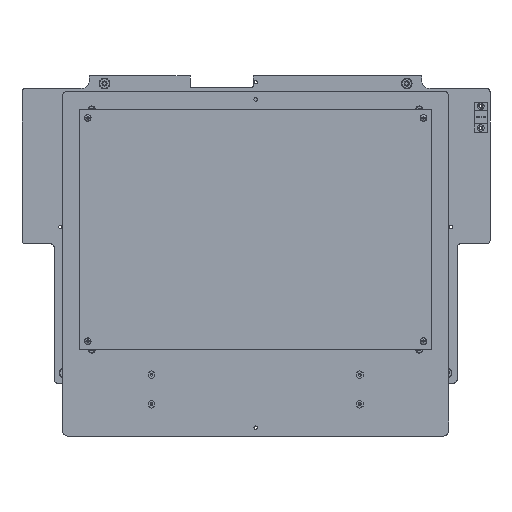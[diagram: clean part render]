
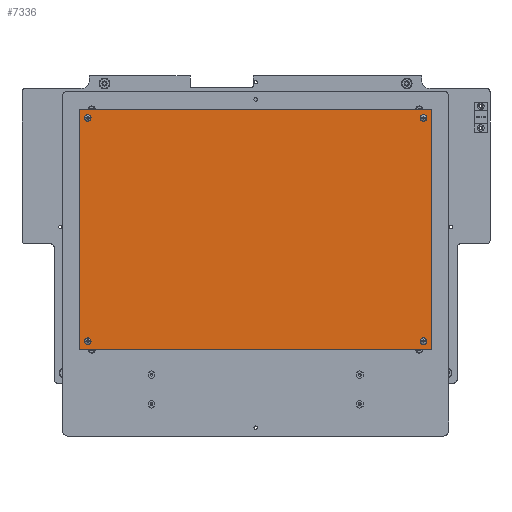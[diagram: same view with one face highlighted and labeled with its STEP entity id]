
A CAD part, front view. The second image highlights one B-rep face of the part: STEP entity #7336.
In plain terms, the highlighted face is planar.
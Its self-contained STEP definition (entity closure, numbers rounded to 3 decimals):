
#116 = CARTESIAN_POINT ( 'NONE',  ( 10., 10., 0. ) ) ;
#439 = CARTESIAN_POINT ( 'NONE',  ( 7.85, 10., 0. ) ) ;
#748 = EDGE_LOOP ( 'NONE', ( #7210, #5993, #21810, #15312 ) ) ;
#759 = CARTESIAN_POINT ( 'NONE',  ( 10., 10., 0. ) ) ;
#766 = FACE_OUTER_BOUND ( 'NONE', #748, .T. ) ;
#979 = EDGE_LOOP ( 'NONE', ( #14179, #31847 ) ) ;
#1527 = FACE_BOUND ( 'NONE', #7034, .T. ) ;
#1572 = CARTESIAN_POINT ( 'NONE',  ( 7.85, 276., 0. ) ) ;
#1894 = DIRECTION ( 'NONE',  ( 0., 0., 1. ) ) ;
#1923 = CARTESIAN_POINT ( 'NONE',  ( 407.85, 276., 0. ) ) ;
#2017 = VERTEX_POINT ( 'NONE', #23736 ) ;
#2084 = EDGE_CURVE ( 'NONE', #7213, #31370, #10502, .T. ) ;
#2567 = CARTESIAN_POINT ( 'NONE',  ( 420., 286., 0. ) ) ;
#3507 = VECTOR ( 'NONE', #9395, 1000. ) ;
#3736 = DIRECTION ( 'NONE',  ( 0., 0., 1. ) ) ;
#3761 = ORIENTED_EDGE ( 'NONE', *, *, #2084, .T. ) ;
#3972 = EDGE_CURVE ( 'NONE', #15350, #15722, #10178, .T. ) ;
#4611 = DIRECTION ( 'NONE',  ( 0., 0., 1. ) ) ;
#4708 = DIRECTION ( 'NONE',  ( 1., 0., 0. ) ) ;
#4794 = DIRECTION ( 'NONE',  ( 1., 0., 0. ) ) ;
#4817 = VERTEX_POINT ( 'NONE', #7526 ) ;
#5189 = EDGE_CURVE ( 'NONE', #31370, #7213, #12015, .T. ) ;
#5508 = VERTEX_POINT ( 'NONE', #439 ) ;
#5653 = ORIENTED_EDGE ( 'NONE', *, *, #30192, .T. ) ;
#5993 = ORIENTED_EDGE ( 'NONE', *, *, #30050, .F. ) ;
#6407 = EDGE_LOOP ( 'NONE', ( #5653, #25200 ) ) ;
#6755 = CARTESIAN_POINT ( 'NONE',  ( 10., 276., 0. ) ) ;
#7034 = EDGE_LOOP ( 'NONE', ( #3761, #29535 ) ) ;
#7210 = ORIENTED_EDGE ( 'NONE', *, *, #3972, .F. ) ;
#7213 = VERTEX_POINT ( 'NONE', #19728 ) ;
#7336 = ADVANCED_FACE ( 'NONE', ( #1527, #11456, #8217, #29795, #766 ), #25372, .T. ) ;
#7526 = CARTESIAN_POINT ( 'NONE',  ( 412.15, 10., 0. ) ) ;
#8209 = CARTESIAN_POINT ( 'NONE',  ( 420., 0., 0. ) ) ;
#8217 = FACE_BOUND ( 'NONE', #30542, .T. ) ;
#8762 = DIRECTION ( 'NONE',  ( 1., 0., 0. ) ) ;
#9395 = DIRECTION ( 'NONE',  ( 0., -1., 0. ) ) ;
#9990 = DIRECTION ( 'NONE',  ( 1., 0., 0. ) ) ;
#10178 = LINE ( 'NONE', #19748, #3507 ) ;
#10327 = CARTESIAN_POINT ( 'NONE',  ( 10., 276., 0. ) ) ;
#10502 = CIRCLE ( 'NONE', #31509, 2.15 ) ;
#10576 = EDGE_CURVE ( 'NONE', #10604, #4817, #18916, .T. ) ;
#10604 = VERTEX_POINT ( 'NONE', #22328 ) ;
#11167 = ORIENTED_EDGE ( 'NONE', *, *, #10576, .T. ) ;
#11456 = FACE_BOUND ( 'NONE', #6407, .T. ) ;
#11671 = EDGE_CURVE ( 'NONE', #27397, #2017, #16827, .T. ) ;
#12015 = CIRCLE ( 'NONE', #15830, 2.15 ) ;
#12122 = VERTEX_POINT ( 'NONE', #2567 ) ;
#12535 = DIRECTION ( 'NONE',  ( 1., 0., 0. ) ) ;
#12633 = EDGE_CURVE ( 'NONE', #26926, #12122, #32271, .T. ) ;
#12821 = CARTESIAN_POINT ( 'NONE',  ( 0., 0., 0. ) ) ;
#13483 = EDGE_CURVE ( 'NONE', #5508, #23271, #17434, .T. ) ;
#13531 = DIRECTION ( 'NONE',  ( 0., 0., 1. ) ) ;
#14114 = AXIS2_PLACEMENT_3D ( 'NONE', #29932, #32459, #12535 ) ;
#14179 = ORIENTED_EDGE ( 'NONE', *, *, #15310, .T. ) ;
#14966 = CIRCLE ( 'NONE', #15095, 2.15 ) ;
#15095 = AXIS2_PLACEMENT_3D ( 'NONE', #16027, #3736, #8762 ) ;
#15310 = EDGE_CURVE ( 'NONE', #23271, #5508, #19161, .T. ) ;
#15312 = ORIENTED_EDGE ( 'NONE', *, *, #29609, .F. ) ;
#15350 = VERTEX_POINT ( 'NONE', #21051 ) ;
#15722 = VERTEX_POINT ( 'NONE', #32437 ) ;
#15830 = AXIS2_PLACEMENT_3D ( 'NONE', #10327, #19980, #9990 ) ;
#16027 = CARTESIAN_POINT ( 'NONE',  ( 410., 276., 0. ) ) ;
#16711 = DIRECTION ( 'NONE',  ( 1., 0., 0. ) ) ;
#16827 = CIRCLE ( 'NONE', #14114, 2.15 ) ;
#17434 = CIRCLE ( 'NONE', #19214, 2.15 ) ;
#17737 = CARTESIAN_POINT ( 'NONE',  ( 410., 10., 0. ) ) ;
#18463 = DIRECTION ( 'NONE',  ( 1., 0., 0. ) ) ;
#18916 = CIRCLE ( 'NONE', #21626, 2.15 ) ;
#18938 = VECTOR ( 'NONE', #27847, 1000. ) ;
#19161 = CIRCLE ( 'NONE', #32314, 2.15 ) ;
#19214 = AXIS2_PLACEMENT_3D ( 'NONE', #116, #19875, #22581 ) ;
#19643 = CARTESIAN_POINT ( 'NONE',  ( 410., 10., 0. ) ) ;
#19728 = CARTESIAN_POINT ( 'NONE',  ( 12.15, 276., 0. ) ) ;
#19748 = CARTESIAN_POINT ( 'NONE',  ( 0., 0., 0. ) ) ;
#19875 = DIRECTION ( 'NONE',  ( 0., 0., 1. ) ) ;
#19980 = DIRECTION ( 'NONE',  ( 0., 0., 1. ) ) ;
#20250 = DIRECTION ( 'NONE',  ( -1., 0., 0. ) ) ;
#20273 = CARTESIAN_POINT ( 'NONE',  ( 12.15, 10., 0. ) ) ;
#20563 = AXIS2_PLACEMENT_3D ( 'NONE', #27686, #22745, #20250 ) ;
#21051 = CARTESIAN_POINT ( 'NONE',  ( 0., 286., 0. ) ) ;
#21626 = AXIS2_PLACEMENT_3D ( 'NONE', #19643, #4611, #26727 ) ;
#21810 = ORIENTED_EDGE ( 'NONE', *, *, #12633, .F. ) ;
#22328 = CARTESIAN_POINT ( 'NONE',  ( 407.85, 10., 0. ) ) ;
#22581 = DIRECTION ( 'NONE',  ( 1., 0., 0. ) ) ;
#22698 = CARTESIAN_POINT ( 'NONE',  ( 0., 286., 0. ) ) ;
#22745 = DIRECTION ( 'NONE',  ( 0., 0., -1. ) ) ;
#23162 = AXIS2_PLACEMENT_3D ( 'NONE', #17737, #27256, #4708 ) ;
#23271 = VERTEX_POINT ( 'NONE', #20273 ) ;
#23736 = CARTESIAN_POINT ( 'NONE',  ( 412.15, 276., 0. ) ) ;
#24547 = ORIENTED_EDGE ( 'NONE', *, *, #24895, .T. ) ;
#24895 = EDGE_CURVE ( 'NONE', #4817, #10604, #29189, .T. ) ;
#25200 = ORIENTED_EDGE ( 'NONE', *, *, #11671, .T. ) ;
#25372 = PLANE ( 'NONE',  #20563 ) ;
#26727 = DIRECTION ( 'NONE',  ( 1., 0., 0. ) ) ;
#26926 = VERTEX_POINT ( 'NONE', #28496 ) ;
#27140 = LINE ( 'NONE', #12821, #27521 ) ;
#27256 = DIRECTION ( 'NONE',  ( 0., 0., 1. ) ) ;
#27397 = VERTEX_POINT ( 'NONE', #1923 ) ;
#27521 = VECTOR ( 'NONE', #4794, 1000. ) ;
#27686 = CARTESIAN_POINT ( 'NONE',  ( 0., 286., 0. ) ) ;
#27847 = DIRECTION ( 'NONE',  ( -1., 0., 0. ) ) ;
#28314 = VECTOR ( 'NONE', #31146, 1000. ) ;
#28496 = CARTESIAN_POINT ( 'NONE',  ( 420., 0., 0. ) ) ;
#29189 = CIRCLE ( 'NONE', #23162, 2.15 ) ;
#29535 = ORIENTED_EDGE ( 'NONE', *, *, #5189, .T. ) ;
#29609 = EDGE_CURVE ( 'NONE', #15722, #26926, #27140, .T. ) ;
#29795 = FACE_BOUND ( 'NONE', #979, .T. ) ;
#29932 = CARTESIAN_POINT ( 'NONE',  ( 410., 276., 0. ) ) ;
#30050 = EDGE_CURVE ( 'NONE', #12122, #15350, #32242, .T. ) ;
#30192 = EDGE_CURVE ( 'NONE', #2017, #27397, #14966, .T. ) ;
#30542 = EDGE_LOOP ( 'NONE', ( #24547, #11167 ) ) ;
#31146 = DIRECTION ( 'NONE',  ( 0., 1., 0. ) ) ;
#31370 = VERTEX_POINT ( 'NONE', #1572 ) ;
#31509 = AXIS2_PLACEMENT_3D ( 'NONE', #6755, #1894, #16711 ) ;
#31847 = ORIENTED_EDGE ( 'NONE', *, *, #13483, .T. ) ;
#32242 = LINE ( 'NONE', #22698, #18938 ) ;
#32271 = LINE ( 'NONE', #8209, #28314 ) ;
#32314 = AXIS2_PLACEMENT_3D ( 'NONE', #759, #13531, #18463 ) ;
#32437 = CARTESIAN_POINT ( 'NONE',  ( 0., 0., 0. ) ) ;
#32459 = DIRECTION ( 'NONE',  ( 0., 0., 1. ) ) ;
